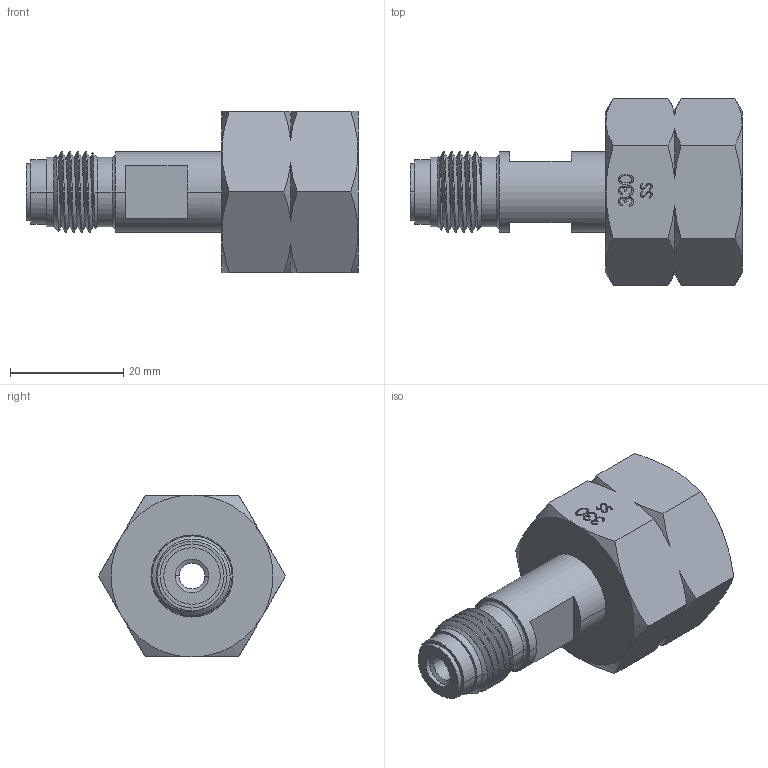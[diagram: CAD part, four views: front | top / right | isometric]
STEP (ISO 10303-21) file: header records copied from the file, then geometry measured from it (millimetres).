
FILE_DESCRIPTION (( 'STEP AP203' ), '1' );
FILE_NAME ('INL-330SS-4MFS-P.STEP', '2025-01-08T20:10:17', ( '' ), ( '' ), 'SwSTEP 2.0', 'SolidWorks 2018', '' );
FILE_SCHEMA (( 'CONFIG_CONTROL_DESIGN' ));
Length unit declared in the file: inch
Products named in the file (1): INL-330SS-4MFS-P
Bounding box: 58.56 x 33 x 28.57 mm (x, y, z)
Volume: 16783.7 mm3; surface area: 9205.8 mm2
Topology: 3 solids, 3 shells, 210 faces, 630 edges, 438 vertices
Faces by surface type: bspline 73, cone 45, cylinder 44, plane 40, torus 8
Entity records: 16781 total; most frequent: CARTESIAN_POINT 11772, ORIENTED_EDGE 1260, DIRECTION 680, EDGE_CURVE 630, VERTEX_POINT 438, B_SPLINE_CURVE_WITH_KNOTS 315, AXIS2_PLACEMENT_3D 248, EDGE_LOOP 228
